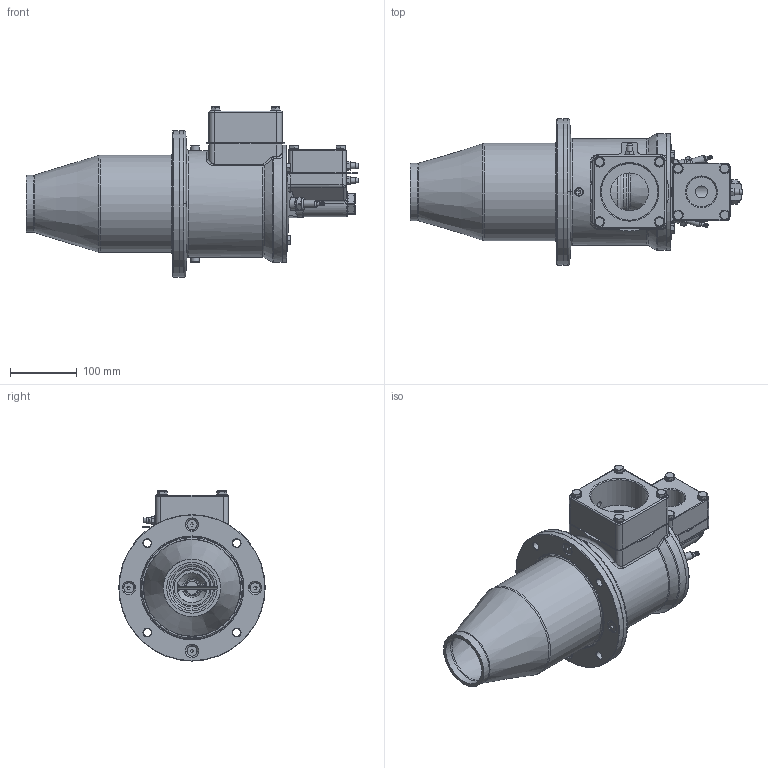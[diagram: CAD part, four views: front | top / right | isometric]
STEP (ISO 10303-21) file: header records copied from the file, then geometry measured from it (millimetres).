
FILE_DESCRIPTION(('FreeCAD Model'),'2;1');
FILE_NAME('Open CASCADE Shape Model','2025-05-01T08:30:40',('FreeCAD'),( 'FreeCAD'),'Open CASCADE STEP processor 7.6','FreeCAD','Unknown');
FILE_SCHEMA(('AUTOMOTIVE_DESIGN { 1 0 10303 214 1 1 1 1 }'));
Products named in the file (1): Open CASCADE STEP translator 7.6 1
Bounding box: 499 x 220 x 255.6 mm (x, y, z)
Volume: 2688298.9 mm3; surface area: 875375.6 mm2
Topology: 70 solids, 72 shells, 1513 faces, 3590 edges, 2224 vertices
Faces by surface type: cylinder 574, plane 469, cone 254, bspline 134, torus 82
Full cylindrical faces by diameter (mm): 1 x4, 2.9 x2, 3.4 x4, 3.5 x4, 4.2 x4, 4.917 x2, 5 x4, 5.6 x4, 6 x14, 6.647 x19, 7 x7, 8 x20, 8.4 x12, 8.566 x4, 8.8 x4, 9 x12, 9.4 x4, 10 x24, 11 x3, 11.63 x8, 12 x11, 12.7 x1, 13 x2, 13.8 x1, 14 x6, 15 x1, 15.24 x4, 16.6 x1, 17 x2, 18 x3
Entity records: 79610 total; most frequent: CARTESIAN_POINT 46255, ORIENTED_EDGE 7069, DIRECTION 6561, EDGE_CURVE 3536, AXIS2_PLACEMENT_3D 2838, VERTEX_POINT 2225, FACE_BOUND 1792, EDGE_LOOP 1792
